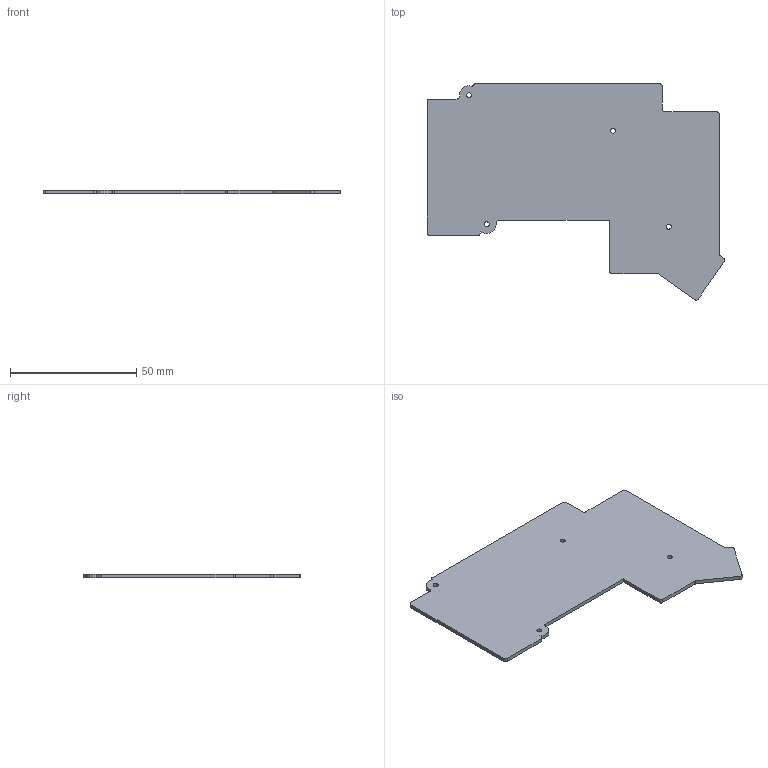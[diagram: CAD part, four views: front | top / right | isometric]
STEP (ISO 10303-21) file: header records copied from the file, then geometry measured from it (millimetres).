
FILE_DESCRIPTION(('KiCad electronic assembly'),'2;1');
FILE_NAME('dofeKeyboard_bottomPlate.step','2025-11-16T09:36:22',( 'Pcbnew'),('Kicad'),'Open CASCADE STEP processor 7.9', 'KiCad to STEP converter','Unknown');
FILE_SCHEMA(('AUTOMOTIVE_DESIGN { 1 0 10303 214 1 1 1 1 }'));
Length unit declared in the file: millimetre
Products named in the file (2): dofeKeyboard_bottomPlate 1; dofeKeyboard_bottomPlate_PCB
Assembly tree (1 placements, depth 2):
  dofeKeyboard_bottomPlate 1
    dofeKeyboard_bottomPlate_PCB
Bounding box: 117.69 x 85.52 x 1.51 mm (x, y, z)
Volume: 10710.9 mm3; surface area: 14823.4 mm2
Topology: 1 solids, 1 shells, 37 faces, 105 edges, 70 vertices
Faces by surface type: cylinder 20, plane 17
Full cylindrical faces by diameter (mm): 2 x4
Entity records: 1272 total; most frequent: DIRECTION 223, CARTESIAN_POINT 214, ORIENTED_EDGE 210, EDGE_CURVE 105, AXIS2_PLACEMENT_3D 79, VERTEX_POINT 70, LINE 65, VECTOR 65
